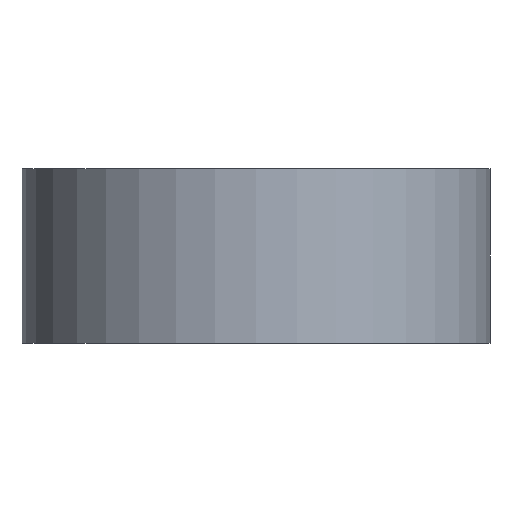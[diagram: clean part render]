
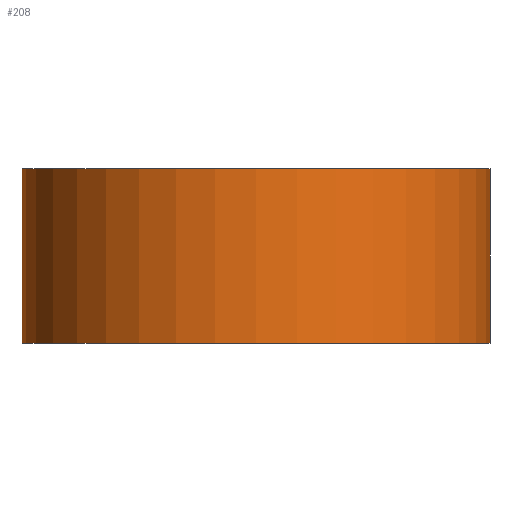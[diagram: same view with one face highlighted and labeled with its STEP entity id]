
A CAD part, left-side view. The second image highlights one B-rep face of the part: STEP entity #208.
In plain terms, the highlighted cylindrical face has radius 5.35 mm (diameter 10.7 mm), a partial arc.
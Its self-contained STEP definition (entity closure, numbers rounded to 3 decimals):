
#32=FACE_OUTER_BOUND('',#43,.T.);
#43=EDGE_LOOP('',(#166,#167,#168,#169));
#64=LINE('',#347,#85);
#65=LINE('',#350,#86);
#85=VECTOR('',#289,10.);
#86=VECTOR('',#292,10.);
#99=CIRCLE('',#247,5.35);
#100=CIRCLE('',#248,5.35);
#111=VERTEX_POINT('',#343);
#112=VERTEX_POINT('',#344);
#113=VERTEX_POINT('',#346);
#114=VERTEX_POINT('',#348);
#134=EDGE_CURVE('',#111,#112,#99,.T.);
#135=EDGE_CURVE('',#112,#113,#64,.T.);
#136=EDGE_CURVE('',#114,#113,#100,.T.);
#137=EDGE_CURVE('',#111,#114,#65,.T.);
#166=ORIENTED_EDGE('',*,*,#134,.T.);
#167=ORIENTED_EDGE('',*,*,#135,.T.);
#168=ORIENTED_EDGE('',*,*,#136,.F.);
#169=ORIENTED_EDGE('',*,*,#137,.F.);
#202=CYLINDRICAL_SURFACE('',#246,5.35);
#208=ADVANCED_FACE('',(#32),#202,.T.);
#246=AXIS2_PLACEMENT_3D('',#342,#285,#286);
#247=AXIS2_PLACEMENT_3D('',#345,#287,#288);
#248=AXIS2_PLACEMENT_3D('',#349,#290,#291);
#285=DIRECTION('center_axis',(0.,0.,1.));
#286=DIRECTION('ref_axis',(-1.,0.,0.));
#287=DIRECTION('center_axis',(0.,0.,1.));
#288=DIRECTION('ref_axis',(1.,0.,0.));
#289=DIRECTION('',(0.,0.,1.));
#290=DIRECTION('center_axis',(0.,0.,1.));
#291=DIRECTION('ref_axis',(1.,0.,0.));
#292=DIRECTION('',(0.,0.,1.));
#342=CARTESIAN_POINT('Origin',(0.,0.,0.));
#343=CARTESIAN_POINT('',(0.,5.35,0.));
#344=CARTESIAN_POINT('',(0.,-5.35,0.));
#345=CARTESIAN_POINT('Origin',(0.,0.,0.));
#346=CARTESIAN_POINT('',(0.,-5.35,4.));
#347=CARTESIAN_POINT('',(0.,-5.35,0.));
#348=CARTESIAN_POINT('',(0.,5.35,4.));
#349=CARTESIAN_POINT('Origin',(0.,0.,4.));
#350=CARTESIAN_POINT('',(0.,5.35,0.));
